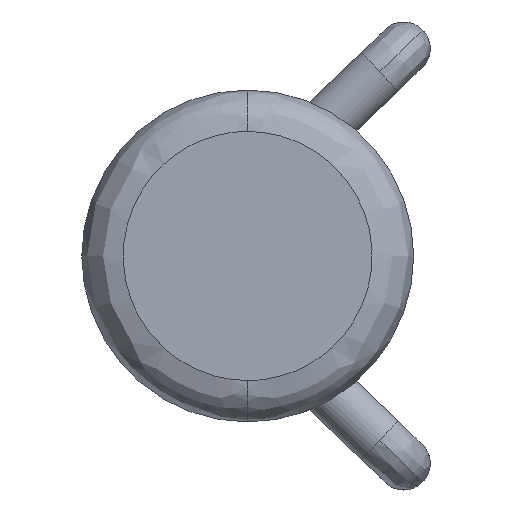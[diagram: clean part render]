
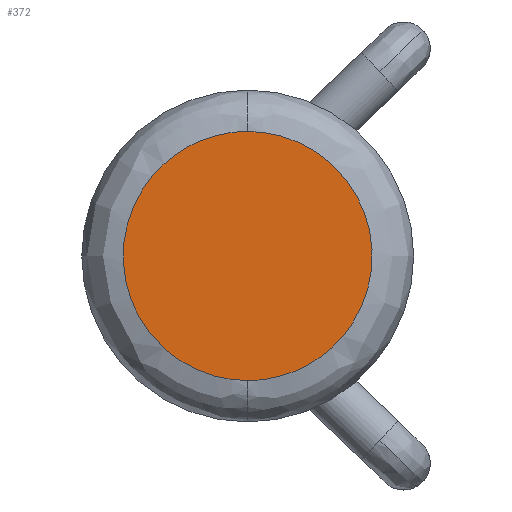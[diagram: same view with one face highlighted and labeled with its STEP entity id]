
A CAD part, left-side view. The second image highlights one B-rep face of the part: STEP entity #372.
In plain terms, the highlighted planar face has unit normal (-1, 0, 0).
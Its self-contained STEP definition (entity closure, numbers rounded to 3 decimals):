
#22 = CARTESIAN_POINT ( 'NONE',  ( -8.25, -0.385, -0.75 ) ) ;
#107 = ORIENTED_EDGE ( 'NONE', *, *, #979, .F. ) ;
#130 = CARTESIAN_POINT ( 'NONE',  ( -8.25, -0.385, 0.75 ) ) ;
#131 = CARTESIAN_POINT ( 'NONE',  ( -8.25, 1.115, 0.75 ) ) ;
#137 = AXIS2_PLACEMENT_3D ( 'NONE', #181, #1155, #484 ) ;
#138 = EDGE_LOOP ( 'NONE', ( #107, #923 ) ) ;
#150 = VERTEX_POINT ( 'NONE', #903 ) ;
#181 = CARTESIAN_POINT ( 'NONE',  ( -8.25, 1.115, 0. ) ) ;
#205 = CARTESIAN_POINT ( 'NONE',  ( -8.25, 2.615, -0.75 ) ) ;
#356 =( BOUNDED_CURVE ( )  B_SPLINE_CURVE ( 3, ( #837, #130, #22, #659 ),
 .UNSPECIFIED., .F., .T. ) 
 B_SPLINE_CURVE_WITH_KNOTS ( ( 4, 4 ),
 ( 0., 1. ),
 .UNSPECIFIED. ) 
 CURVE ( )  GEOMETRIC_REPRESENTATION_ITEM ( )  RATIONAL_B_SPLINE_CURVE ( ( 1., 0.333, 0.333, 1. ) ) 
 REPRESENTATION_ITEM ( '' )  );
#366 = VERTEX_POINT ( 'NONE', #581 ) ;
#372 = ADVANCED_FACE ( 'NONE', ( #686 ), #722, .T. ) ;
#484 = DIRECTION ( 'NONE',  ( 0., 0., 1. ) ) ;
#558 = CARTESIAN_POINT ( 'NONE',  ( -8.25, 1.115, -0.75 ) ) ;
#559 =( BOUNDED_CURVE ( )  B_SPLINE_CURVE ( 3, ( #558, #205, #1110, #131 ),
 .UNSPECIFIED., .F., .T. ) 
 B_SPLINE_CURVE_WITH_KNOTS ( ( 4, 4 ),
 ( 0., 1. ),
 .UNSPECIFIED. ) 
 CURVE ( )  GEOMETRIC_REPRESENTATION_ITEM ( )  RATIONAL_B_SPLINE_CURVE ( ( 1., 0.333, 0.333, 1. ) ) 
 REPRESENTATION_ITEM ( '' )  );
#581 = CARTESIAN_POINT ( 'NONE',  ( -8.25, 1.115, -0.75 ) ) ;
#659 = CARTESIAN_POINT ( 'NONE',  ( -8.25, 1.115, -0.75 ) ) ;
#686 = FACE_OUTER_BOUND ( 'NONE', #138, .T. ) ;
#722 = PLANE ( 'NONE',  #137 ) ;
#837 = CARTESIAN_POINT ( 'NONE',  ( -8.25, 1.115, 0.75 ) ) ;
#903 = CARTESIAN_POINT ( 'NONE',  ( -8.25, 1.115, 0.75 ) ) ;
#923 = ORIENTED_EDGE ( 'NONE', *, *, #1019, .F. ) ;
#979 = EDGE_CURVE ( 'NONE', #366, #150, #559, .T. ) ;
#1019 = EDGE_CURVE ( 'NONE', #150, #366, #356, .T. ) ;
#1110 = CARTESIAN_POINT ( 'NONE',  ( -8.25, 2.615, 0.75 ) ) ;
#1155 = DIRECTION ( 'NONE',  ( -1., 0., 0. ) ) ;
